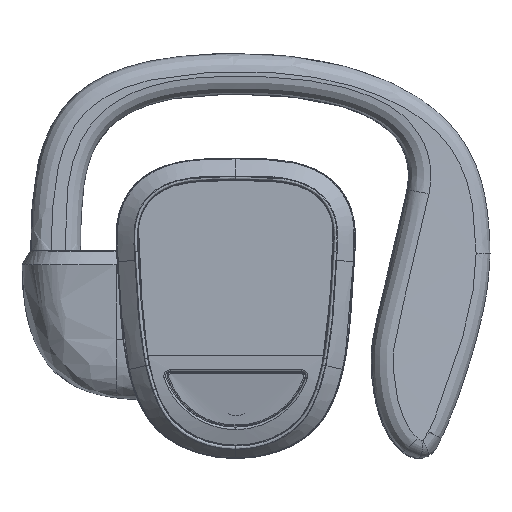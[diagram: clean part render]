
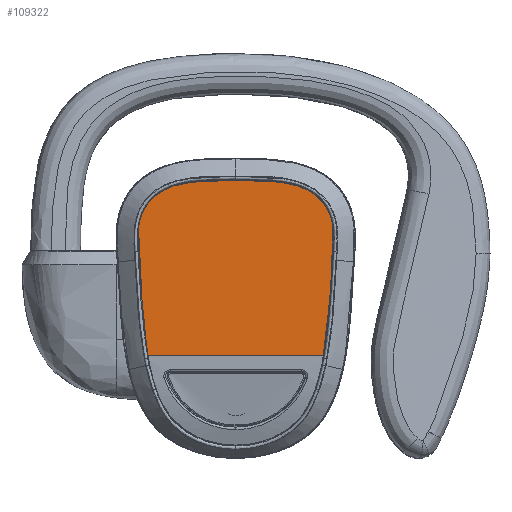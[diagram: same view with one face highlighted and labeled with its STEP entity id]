
A CAD part, top view. The second image highlights one B-rep face of the part: STEP entity #109322.
In plain terms, the highlighted planar face has unit normal (0, 0, 1).
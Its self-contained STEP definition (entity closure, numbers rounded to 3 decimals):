
#2871 = CARTESIAN_POINT ( 'NONE',  ( 5.233, 13.827, 47.001 ) ) ;
#3310 = CARTESIAN_POINT ( 'NONE',  ( 8.836, 4.938, 47.001 ) ) ;
#5104 = DIRECTION ( 'NONE',  ( 0.131, 0.991, 0. ) ) ;
#6035 = CARTESIAN_POINT ( 'NONE',  ( -14.955, 1.374, 47.001 ) ) ;
#6634 = CARTESIAN_POINT ( 'NONE',  ( -11.681, -5.073, 47.001 ) ) ;
#7671 = B_SPLINE_CURVE_WITH_KNOTS ( 'NONE', 3,
 ( #33064, #93877, #104389, #41758, #94342, #2871, #44509, #45851, #45407, #128105, #128563, #117182, #3310, #97951, #65925, #107583, #44941, #118967, #76936 ),
 .UNSPECIFIED., .F., .F.,
 ( 4, 1, 1, 1, 1, 1, 1, 1, 1, 1, 1, 1, 1, 1, 1, 1, 4 ),
 ( 0., 0.002, 0.003, 0.005, 0.007, 0.009, 0.01, 0.012, 0.014, 0.015, 0.017, 0.019, 0.021, 0.022, 0.024, 0.026, 0.027 ),
 .UNSPECIFIED. ) ;
#7797 = CARTESIAN_POINT ( 'NONE',  ( -3.877, 14.495, 47.001 ) ) ;
#8239 = CARTESIAN_POINT ( 'NONE',  ( -12.089, 11.38, 47.001 ) ) ;
#8558 = CARTESIAN_POINT ( 'NONE',  ( -1.92, 14.496, 47.001 ) ) ;
#15689 = LINE ( 'NONE', #121674, #36959 ) ;
#16319 = CARTESIAN_POINT ( 'NONE',  ( -1.836, 14.496, 47.001 ) ) ;
#16568 = DIRECTION ( 'NONE',  ( 0., 0., -1. ) ) ;
#17427 = CARTESIAN_POINT ( 'NONE',  ( -2.565, 14.496, 47.001 ) ) ;
#17669 = VECTOR ( 'NONE', #21607, 1000. ) ;
#18328 = CARTESIAN_POINT ( 'NONE',  ( -5.712, 14.423, 47.001 ) ) ;
#19164 = EDGE_CURVE ( 'NONE', #126533, #92737, #15689, .T. ) ;
#19452 = ORIENTED_EDGE ( 'NONE', *, *, #19164, .T. ) ;
#20182 = CARTESIAN_POINT ( 'NONE',  ( -1.878, 14.496, 47.001 ) ) ;
#21607 = DIRECTION ( 'NONE',  ( -0.131, 0.991, 0. ) ) ;
#24416 = EDGE_CURVE ( 'NONE', #31327, #88370, #65736, .T. ) ;
#25034 = CARTESIAN_POINT ( 'NONE',  ( -14.955, -5.073, 47.001 ) ) ;
#26904 = VERTEX_POINT ( 'NONE', #130856 ) ;
#27113 = DIRECTION ( 'NONE',  ( 1., 0., 0. ) ) ;
#28399 = CARTESIAN_POINT ( 'NONE',  ( -12.728, 6.949, 47.001 ) ) ;
#28982 = ORIENTED_EDGE ( 'NONE', *, *, #114667, .T. ) ;
#29319 = CARTESIAN_POINT ( 'NONE',  ( -12.592, 4.938, 47.001 ) ) ;
#31327 = VERTEX_POINT ( 'NONE', #53586 ) ;
#31824 = VECTOR ( 'NONE', #66138, 1000. ) ;
#33064 = CARTESIAN_POINT ( 'NONE',  ( -1.836, 14.496, 47.001 ) ) ;
#36735 = EDGE_CURVE ( 'NONE', #107670, #26904, #47319, .T. ) ;
#36959 = VECTOR ( 'NONE', #5104, 1000. ) ;
#37535 = FACE_OUTER_BOUND ( 'NONE', #84400, .T. ) ;
#38970 = CARTESIAN_POINT ( 'NONE',  ( -1.892, 14.496, 47.001 ) ) ;
#39363 = CARTESIAN_POINT ( 'NONE',  ( -10.281, 13.234, 47.001 ) ) ;
#41758 = CARTESIAN_POINT ( 'NONE',  ( 1.955, 14.423, 47.001 ) ) ;
#44137 = AXIS2_PLACEMENT_3D ( 'NONE', #6035, #16568, #27113 ) ;
#44509 = CARTESIAN_POINT ( 'NONE',  ( 6.524, 13.234, 47.001 ) ) ;
#44941 = CARTESIAN_POINT ( 'NONE',  ( 8.26, -2.831, 47.001 ) ) ;
#45407 = CARTESIAN_POINT ( 'NONE',  ( 8.332, 11.38, 47.001 ) ) ;
#45851 = CARTESIAN_POINT ( 'NONE',  ( 7.592, 12.387, 47.001 ) ) ;
#47319 = B_SPLINE_CURVE_WITH_KNOTS ( 'NONE', 3,
 ( #70854, #17427, #7797, #18328, #91488, #91930, #39363, #112492, #8239, #100639, #133050, #28399, #29319, #60370, #70414, #81436, #101545, #90559, #112042 ),
 .UNSPECIFIED., .F., .F.,
 ( 4, 1, 1, 1, 1, 1, 1, 1, 1, 1, 1, 1, 1, 1, 1, 1, 4 ),
 ( 0., 0.002, 0.003, 0.005, 0.007, 0.009, 0.01, 0.012, 0.014, 0.015, 0.017, 0.019, 0.021, 0.022, 0.024, 0.026, 0.027 ),
 .UNSPECIFIED. ) ;
#52736 = ORIENTED_EDGE ( 'NONE', *, *, #24416, .F. ) ;
#53586 = CARTESIAN_POINT ( 'NONE',  ( -1.878, 14.496, 47.001 ) ) ;
#60370 = CARTESIAN_POINT ( 'NONE',  ( -12.479, 2.95, 47.001 ) ) ;
#65090 = CARTESIAN_POINT ( 'NONE',  ( -1.836, 14.496, 47.001 ) ) ;
#65736 = B_SPLINE_CURVE_WITH_KNOTS ( 'NONE', 3,
 ( #67967, #131057, #89004, #16319 ),
 .UNSPECIFIED., .F., .F.,
 ( 4, 4 ),
 ( 0.027, 0.027 ),
 .UNSPECIFIED. ) ;
#65925 = CARTESIAN_POINT ( 'NONE',  ( 8.602, 0.991, 47.001 ) ) ;
#66138 = DIRECTION ( 'NONE',  ( 1., 0., 0. ) ) ;
#67967 = CARTESIAN_POINT ( 'NONE',  ( -1.878, 14.496, 47.001 ) ) ;
#70414 = CARTESIAN_POINT ( 'NONE',  ( -12.358, 0.991, 47.001 ) ) ;
#70854 = CARTESIAN_POINT ( 'NONE',  ( -1.92, 14.496, 47.001 ) ) ;
#71114 = B_SPLINE_CURVE_WITH_KNOTS ( 'NONE', 3,
 ( #20182, #38970, #122605, #133106 ),
 .UNSPECIFIED., .F., .F.,
 ( 4, 4 ),
 ( 0.027, 0.027 ),
 .UNSPECIFIED. ) ;
#75906 = VERTEX_POINT ( 'NONE', #6634 ) ;
#76507 = EDGE_CURVE ( 'NONE', #88370, #92737, #7671, .T. ) ;
#76936 = CARTESIAN_POINT ( 'NONE',  ( 7.98, -4.656, 47.001 ) ) ;
#81436 = CARTESIAN_POINT ( 'NONE',  ( -12.211, -0.937, 47.001 ) ) ;
#84400 = EDGE_LOOP ( 'NONE', ( #84576, #87319, #102053, #28982, #19452, #123358, #52736 ) ) ;
#84576 = ORIENTED_EDGE ( 'NONE', *, *, #106464, .T. ) ;
#87319 = ORIENTED_EDGE ( 'NONE', *, *, #36735, .T. ) ;
#87475 = LINE ( 'NONE', #25034, #31824 ) ;
#88370 = VERTEX_POINT ( 'NONE', #65090 ) ;
#89004 = CARTESIAN_POINT ( 'NONE',  ( -1.85, 14.496, 47.001 ) ) ;
#90559 = CARTESIAN_POINT ( 'NONE',  ( -11.842, -4.046, 47.001 ) ) ;
#91488 = CARTESIAN_POINT ( 'NONE',  ( -7.427, 14.22, 47.001 ) ) ;
#91930 = CARTESIAN_POINT ( 'NONE',  ( -8.99, 13.827, 47.001 ) ) ;
#92737 = VERTEX_POINT ( 'NONE', #104375 ) ;
#93877 = CARTESIAN_POINT ( 'NONE',  ( -1.191, 14.496, 47.001 ) ) ;
#94095 = EDGE_CURVE ( 'NONE', #75906, #26904, #124011, .T. ) ;
#94342 = CARTESIAN_POINT ( 'NONE',  ( 3.671, 14.22, 47.001 ) ) ;
#96531 = CARTESIAN_POINT ( 'NONE',  ( -12.02, -2.504, 47.001 ) ) ;
#97951 = CARTESIAN_POINT ( 'NONE',  ( 8.722, 2.95, 47.001 ) ) ;
#100639 = CARTESIAN_POINT ( 'NONE',  ( -12.594, 10.09, 47.001 ) ) ;
#101545 = CARTESIAN_POINT ( 'NONE',  ( -12.017, -2.831, 47.001 ) ) ;
#102053 = ORIENTED_EDGE ( 'NONE', *, *, #94095, .F. ) ;
#104375 = CARTESIAN_POINT ( 'NONE',  ( 7.98, -4.656, 47.001 ) ) ;
#104389 = CARTESIAN_POINT ( 'NONE',  ( 0.12, 14.495, 47.001 ) ) ;
#106464 = EDGE_CURVE ( 'NONE', #31327, #107670, #71114, .T. ) ;
#107583 = CARTESIAN_POINT ( 'NONE',  ( 8.454, -0.937, 47.001 ) ) ;
#107670 = VERTEX_POINT ( 'NONE', #8558 ) ;
#109322 = ADVANCED_FACE ( 'NONE', ( #37535 ), #120802, .F. ) ;
#112042 = CARTESIAN_POINT ( 'NONE',  ( -11.736, -4.656, 47.001 ) ) ;
#112492 = CARTESIAN_POINT ( 'NONE',  ( -11.349, 12.387, 47.001 ) ) ;
#114667 = EDGE_CURVE ( 'NONE', #75906, #126533, #87475, .T. ) ;
#117182 = CARTESIAN_POINT ( 'NONE',  ( 8.972, 6.949, 47.001 ) ) ;
#118967 = CARTESIAN_POINT ( 'NONE',  ( 8.085, -4.046, 47.001 ) ) ;
#120802 = PLANE ( 'NONE',  #44137 ) ;
#121674 = CARTESIAN_POINT ( 'NONE',  ( 8.264, -2.504, 47.001 ) ) ;
#122605 = CARTESIAN_POINT ( 'NONE',  ( -1.906, 14.496, 47.001 ) ) ;
#123358 = ORIENTED_EDGE ( 'NONE', *, *, #76507, .F. ) ;
#124011 = LINE ( 'NONE', #96531, #17669 ) ;
#126533 = VERTEX_POINT ( 'NONE', #129125 ) ;
#128105 = CARTESIAN_POINT ( 'NONE',  ( 8.837, 10.09, 47.001 ) ) ;
#128563 = CARTESIAN_POINT ( 'NONE',  ( 9.033, 8.698, 47.001 ) ) ;
#129125 = CARTESIAN_POINT ( 'NONE',  ( 7.925, -5.073, 47.001 ) ) ;
#130856 = CARTESIAN_POINT ( 'NONE',  ( -11.736, -4.656, 47.001 ) ) ;
#131057 = CARTESIAN_POINT ( 'NONE',  ( -1.864, 14.496, 47.001 ) ) ;
#133050 = CARTESIAN_POINT ( 'NONE',  ( -12.79, 8.698, 47.001 ) ) ;
#133106 = CARTESIAN_POINT ( 'NONE',  ( -1.92, 14.496, 47.001 ) ) ;
